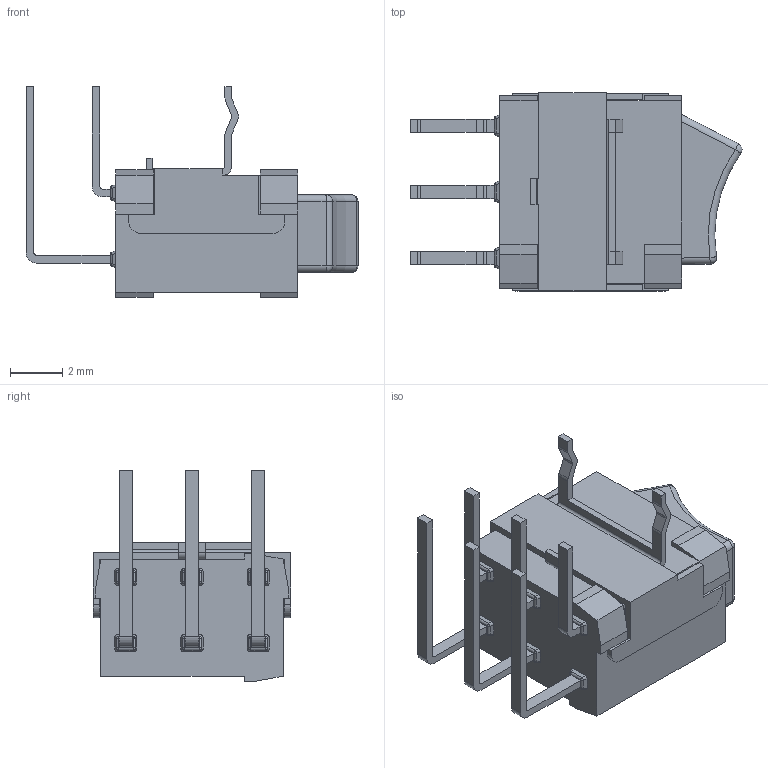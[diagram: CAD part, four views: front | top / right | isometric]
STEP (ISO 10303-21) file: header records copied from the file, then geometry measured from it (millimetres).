
FILE_DESCRIPTION((' '),'2;1');
FILE_NAME('400UDP1R1xxxM6RE.stp','2017-08-02T08:15:44',(' '),(' '),' ','ACIS',' ');
FILE_SCHEMA(('CONFIG_CONTROL_DESIGN'));
Length unit declared in the file: inch
Products named in the file (1): 400UDP1R1xxxM6RE.stp
Bounding box: 12.75 x 7.6 x 8.1 mm (x, y, z)
Volume: 209.8 mm3; surface area: 520.1 mm2
Topology: 1 solids, 1 shells, 289 faces, 735 edges, 452 vertices
Faces by surface type: plane 172, cylinder 87, sphere 28, torus 2
Entity records: 8674 total; most frequent: DIRECTION 1495, CARTESIAN_POINT 1475, ORIENTED_EDGE 1466, EDGE_CURVE 733, VECTOR 551, LINE 551, AXIS2_PLACEMENT_3D 472, VERTEX_POINT 452
